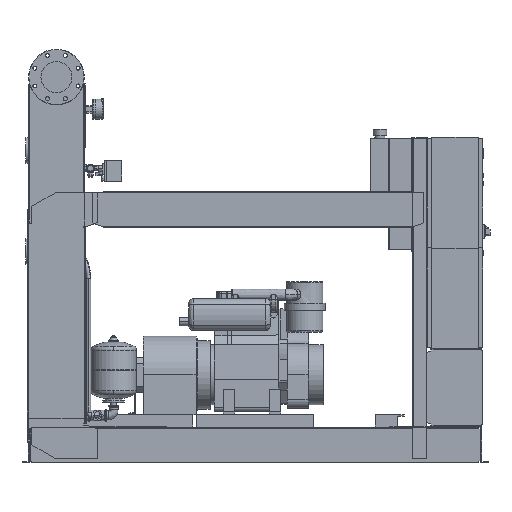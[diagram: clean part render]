
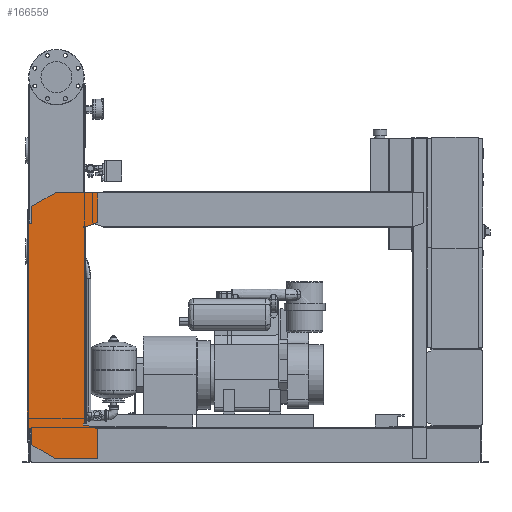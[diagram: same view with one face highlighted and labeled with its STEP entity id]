
A CAD part, front view. The second image highlights one B-rep face of the part: STEP entity #166559.
In plain terms, the highlighted free-form (B-spline) face has degree [1, 1] with [2, 2] control points.
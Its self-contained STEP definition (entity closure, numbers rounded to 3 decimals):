
#166044=CARTESIAN_POINT('',(-111.0,-463.5,1076.0));
#166045=VERTEX_POINT('',#166044);
#166052=CARTESIAN_POINT('',(-111.0,-463.5,1153.378));
#166053=VERTEX_POINT('',#166052);
#166054=CARTESIAN_POINT('',(-111.0,-463.5,1076.0));
#166055=DIRECTION('',(0.0,0.0,1.0));
#166056=VECTOR('',#166055,77.378);
#166057=LINE('',#166054,#166056);
#166058=EDGE_CURVE('',#166045,#166053,#166057,.T.);
#166076=CARTESIAN_POINT('',(-6.0,-463.5,1214.0));
#166077=VERTEX_POINT('',#166076);
#166078=CARTESIAN_POINT('',(-111.0,-463.5,1153.378));
#166079=DIRECTION('',(0.866,0.0,0.5));
#166080=VECTOR('',#166079,121.244);
#166081=LINE('',#166078,#166080);
#166082=EDGE_CURVE('',#166053,#166077,#166081,.T.);
#166100=CARTESIAN_POINT('',(186.0,-463.5,1214.0));
#166101=VERTEX_POINT('',#166100);
#166102=CARTESIAN_POINT('',(-6.0,-463.5,1214.0));
#166103=DIRECTION('',(1.0,0.0,0.0));
#166104=VECTOR('',#166103,192.0);
#166105=LINE('',#166102,#166104);
#166106=EDGE_CURVE('',#166077,#166101,#166105,.T.);
#166124=CARTESIAN_POINT('',(186.,-463.5,1080.379));
#166125=VERTEX_POINT('',#166124);
#166126=CARTESIAN_POINT('',(186.0,-463.5,1214.0));
#166127=DIRECTION('',(0.0,0.0,-1.0));
#166128=VECTOR('',#166127,133.621);
#166129=LINE('',#166126,#166128);
#166130=EDGE_CURVE('',#166101,#166125,#166129,.T.);
#166148=CARTESIAN_POINT('',(141.,-463.5,1064.0));
#166149=VERTEX_POINT('',#166148);
#166150=CARTESIAN_POINT('',(186.,-463.5,1080.379));
#166151=DIRECTION('',(-0.94,0.0,-0.342));
#166152=VECTOR('',#166151,47.888);
#166153=LINE('',#166150,#166152);
#166154=EDGE_CURVE('',#166125,#166149,#166153,.T.);
#166172=CARTESIAN_POINT('',(121.,-463.5,1064.0));
#166173=VERTEX_POINT('',#166172);
#166174=CARTESIAN_POINT('',(141.,-463.5,1064.0));
#166175=DIRECTION('',(-1.0,0.0,0.0));
#166176=VECTOR('',#166175,20.0);
#166177=LINE('',#166174,#166176);
#166178=EDGE_CURVE('',#166149,#166173,#166177,.T.);
#166196=CARTESIAN_POINT('',(121.,-463.5,1056.0));
#166197=VERTEX_POINT('',#166196);
#166198=CARTESIAN_POINT('',(121.,-463.5,1064.0));
#166199=DIRECTION('',(0.0,0.0,-1.0));
#166200=VECTOR('',#166199,8.0);
#166201=LINE('',#166198,#166200);
#166202=EDGE_CURVE('',#166173,#166197,#166201,.T.);
#166220=CARTESIAN_POINT('',(129.,-463.5,1056.0));
#166221=VERTEX_POINT('',#166220);
#166222=CARTESIAN_POINT('',(121.,-463.5,1056.0));
#166223=DIRECTION('',(1.0,0.0,0.0));
#166224=VECTOR('',#166223,8.0);
#166225=LINE('',#166222,#166224);
#166226=EDGE_CURVE('',#166197,#166221,#166225,.T.);
#166244=CARTESIAN_POINT('',(129.,-463.5,176.));
#166245=VERTEX_POINT('',#166244);
#166256=CARTESIAN_POINT('',(129.,-463.5,1056.0));
#166257=DIRECTION('',(0.0,0.0,-1.0));
#166258=VECTOR('',#166257,880.);
#166259=LINE('',#166256,#166258);
#166260=EDGE_CURVE('',#166221,#166245,#166259,.T.);
#166274=CARTESIAN_POINT('',(121.,-463.5,176.));
#166275=VERTEX_POINT('',#166274);
#166276=CARTESIAN_POINT('',(129.,-463.5,176.));
#166277=DIRECTION('',(-1.0,0.0,0.0));
#166278=VECTOR('',#166277,8.0);
#166279=LINE('',#166276,#166278);
#166280=EDGE_CURVE('',#166245,#166275,#166279,.T.);
#166298=CARTESIAN_POINT('',(121.,-463.5,168.));
#166299=VERTEX_POINT('',#166298);
#166300=CARTESIAN_POINT('',(121.,-463.5,176.));
#166301=DIRECTION('',(0.0,0.0,-1.0));
#166302=VECTOR('',#166301,8.0);
#166303=LINE('',#166300,#166302);
#166304=EDGE_CURVE('',#166275,#166299,#166303,.T.);
#166322=CARTESIAN_POINT('',(141.,-463.5,168.));
#166323=VERTEX_POINT('',#166322);
#166324=CARTESIAN_POINT('',(121.,-463.5,168.));
#166325=DIRECTION('',(1.0,0.0,0.0));
#166326=VECTOR('',#166325,20.0);
#166327=LINE('',#166324,#166326);
#166328=EDGE_CURVE('',#166299,#166323,#166327,.T.);
#166346=CARTESIAN_POINT('',(186.,-463.5,151.621));
#166347=VERTEX_POINT('',#166346);
#166348=CARTESIAN_POINT('',(141.,-463.5,168.));
#166349=DIRECTION('',(0.94,0.0,-0.342));
#166350=VECTOR('',#166349,47.888);
#166351=LINE('',#166348,#166350);
#166352=EDGE_CURVE('',#166323,#166347,#166351,.T.);
#166370=CARTESIAN_POINT('',(186.,-463.5,18.0));
#166371=VERTEX_POINT('',#166370);
#166372=CARTESIAN_POINT('',(186.,-463.5,151.621));
#166373=DIRECTION('',(0.0,0.0,-1.0));
#166374=VECTOR('',#166373,133.621);
#166375=LINE('',#166372,#166374);
#166376=EDGE_CURVE('',#166347,#166371,#166375,.T.);
#166394=CARTESIAN_POINT('',(-4.,-463.5,18.0));
#166395=VERTEX_POINT('',#166394);
#166396=CARTESIAN_POINT('',(186.,-463.5,18.0));
#166397=DIRECTION('',(-1.0,0.0,0.0));
#166398=VECTOR('',#166397,190.);
#166399=LINE('',#166396,#166398);
#166400=EDGE_CURVE('',#166371,#166395,#166399,.T.);
#166418=CARTESIAN_POINT('',(-111.,-463.5,79.776));
#166419=VERTEX_POINT('',#166418);
#166420=CARTESIAN_POINT('',(-4.,-463.5,18.0));
#166421=DIRECTION('',(-0.866,0.,0.5));
#166422=VECTOR('',#166421,123.553);
#166423=LINE('',#166420,#166422);
#166424=EDGE_CURVE('',#166395,#166419,#166423,.T.);
#166442=CARTESIAN_POINT('',(-111.,-463.5,156.0));
#166443=VERTEX_POINT('',#166442);
#166444=CARTESIAN_POINT('',(-111.,-463.5,79.776));
#166445=DIRECTION('',(0.0,0.0,1.0));
#166446=VECTOR('',#166445,76.224);
#166447=LINE('',#166444,#166446);
#166448=EDGE_CURVE('',#166419,#166443,#166447,.T.);
#166466=CARTESIAN_POINT('',(-131.,-463.5,156.0));
#166467=VERTEX_POINT('',#166466);
#166468=CARTESIAN_POINT('',(-111.,-463.5,156.0));
#166469=DIRECTION('',(-1.0,0.0,0.0));
#166470=VECTOR('',#166469,20.0);
#166471=LINE('',#166468,#166470);
#166472=EDGE_CURVE('',#166443,#166467,#166471,.T.);
#166490=CARTESIAN_POINT('',(-131.0,-463.5,1076.0));
#166491=VERTEX_POINT('',#166490);
#166504=CARTESIAN_POINT('',(-131.,-463.5,156.0));
#166505=DIRECTION('',(0.0,0.0,1.0));
#166506=VECTOR('',#166505,920.0);
#166507=LINE('',#166504,#166506);
#166508=EDGE_CURVE('',#166467,#166491,#166507,.T.);
#166522=CARTESIAN_POINT('',(-131.0,-463.5,1076.0));
#166523=DIRECTION('',(1.0,0.0,0.0));
#166524=VECTOR('',#166523,20.0);
#166525=LINE('',#166522,#166524);
#166526=EDGE_CURVE('',#166491,#166045,#166525,.T.);
#166532=CARTESIAN_POINT('',(-131.,-463.5,18.0));
#166533=CARTESIAN_POINT('',(186.0,-463.5,18.0));
#166534=CARTESIAN_POINT('',(-131.,-463.5,1214.0));
#166535=CARTESIAN_POINT('',(186.0,-463.5,1214.0));
#166536=B_SPLINE_SURFACE_WITH_KNOTS('',1,1,((#166532,#166534),(#166533,#166535)),.UNSPECIFIED.,.F.,.F.,.U.,(2,2),(2,2),(0.0,317.),(0.0,1196.0),.UNSPECIFIED.);
#166537=ORIENTED_EDGE('',*,*,#166526,.F.);
#166538=ORIENTED_EDGE('',*,*,#166508,.F.);
#166539=ORIENTED_EDGE('',*,*,#166472,.F.);
#166540=ORIENTED_EDGE('',*,*,#166448,.F.);
#166541=ORIENTED_EDGE('',*,*,#166424,.F.);
#166542=ORIENTED_EDGE('',*,*,#166400,.F.);
#166543=ORIENTED_EDGE('',*,*,#166376,.F.);
#166544=ORIENTED_EDGE('',*,*,#166352,.F.);
#166545=ORIENTED_EDGE('',*,*,#166328,.F.);
#166546=ORIENTED_EDGE('',*,*,#166304,.F.);
#166547=ORIENTED_EDGE('',*,*,#166280,.F.);
#166548=ORIENTED_EDGE('',*,*,#166260,.F.);
#166549=ORIENTED_EDGE('',*,*,#166226,.F.);
#166550=ORIENTED_EDGE('',*,*,#166202,.F.);
#166551=ORIENTED_EDGE('',*,*,#166178,.F.);
#166552=ORIENTED_EDGE('',*,*,#166154,.F.);
#166553=ORIENTED_EDGE('',*,*,#166130,.F.);
#166554=ORIENTED_EDGE('',*,*,#166106,.F.);
#166555=ORIENTED_EDGE('',*,*,#166082,.F.);
#166556=ORIENTED_EDGE('',*,*,#166058,.F.);
#166557=EDGE_LOOP('',(#166537,#166538,#166539,#166540,#166541,#166542,#166543,#166544,#166545,#166546,#166547,#166548,#166549,#166550,#166551,#166552,#166553,#166554,#166555,#166556));
#166558=FACE_OUTER_BOUND('',#166557,.T.);
#166559=ADVANCED_FACE('',(#166558),#166536,.T.);
